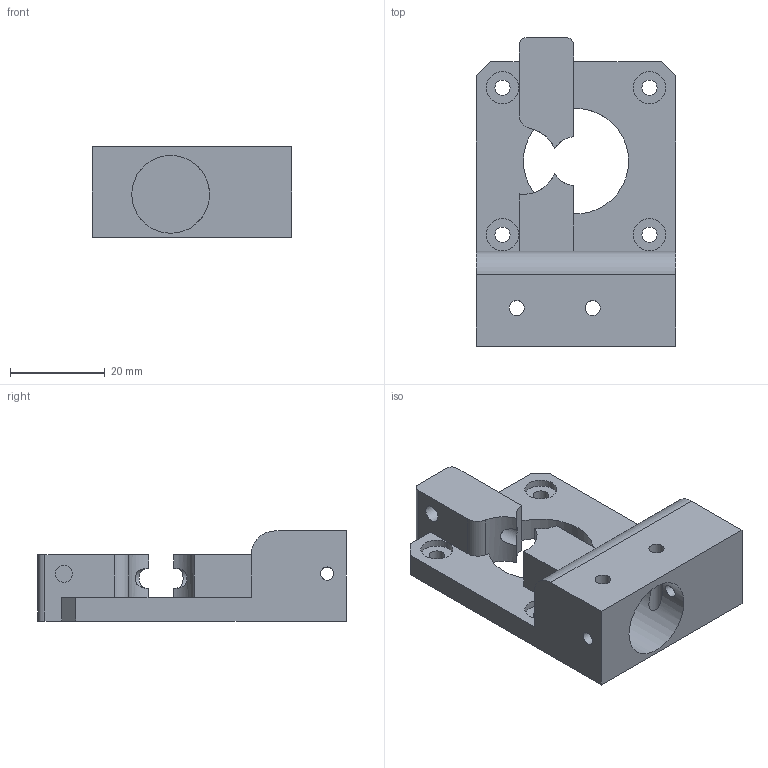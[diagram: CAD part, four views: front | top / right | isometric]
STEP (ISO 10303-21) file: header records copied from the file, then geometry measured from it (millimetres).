
FILE_DESCRIPTION(('FreeCAD Model'),'2;1');
FILE_NAME('extruder-x1.step', '2019-07-09T13:24:32',('Author'),(''), 'Open CASCADE STEP processor 6.8','FreeCAD','Unknown');
FILE_SCHEMA(('AUTOMOTIVE_DESIGN_CC2 { 1 2 10303 214 -1 1 5 4 }'));
Length unit declared in the file: millimetre
Products named in the file (2): ASSEMBLY; extruder
Assembly tree (1 placements, depth 2):
  ASSEMBLY
    extruder
Bounding box: 42 x 65 x 19 mm (x, y, z)
Volume: 21272.3 mm3; surface area: 10386.7 mm2
Topology: 1 solids, 1 shells, 54 faces, 161 edges, 110 vertices
Faces by surface type: plane 29, cylinder 25
Full cylindrical faces by diameter (mm): 2.8 x2, 3.2 x6, 3.6 x1, 4.2 x2, 6.8 x4, 16.4 x1, 22.2 x1
Entity records: 7005 total; most frequent: CARTESIAN_POINT 3534, DIRECTION 521, ORIENTED_EDGE 322, PCURVE 322, DEFINITIONAL_REPRESENTATION 322, LINE 256, VECTOR 256, EDGE_CURVE 161
